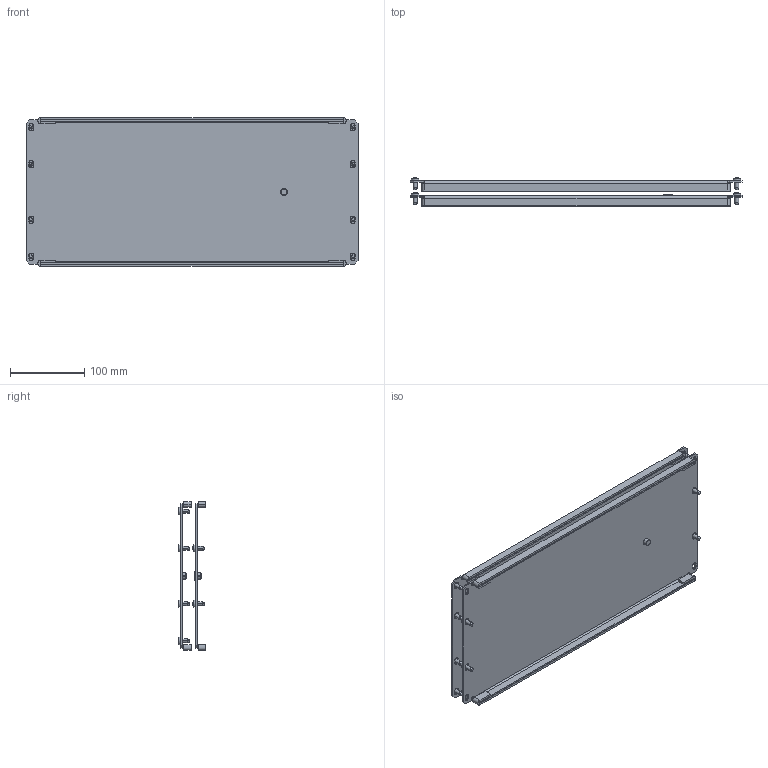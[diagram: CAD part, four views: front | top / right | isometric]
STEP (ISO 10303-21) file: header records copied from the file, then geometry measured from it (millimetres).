
FILE_DESCRIPTION (( 'STEP AP203' ), '1' );
FILE_NAME ('UR74100201000 Ïàíåëü îñíîâàíèÿ ãëóõàÿ ñðåäíÿÿ 200ìì RS52 00.100 (2øò) (000.801.741-04).STEP', '2022-04-14T08:02:22', ( '' ), ( '' ), 'SwSTEP 2.0', 'SolidWorks 2017', '' );
FILE_SCHEMA (( 'CONFIG_CONTROL_DESIGN' ));
Length unit declared in the file: millimetre
Products named in the file (6): Âèíò DIN 7500 C TORX_Œ5å12; ч蜱齁罻 ST-9; 000.130.521 Ïàíåëü îñíîâàíèÿ ãëóõàÿ ñðåäíÿÿ 200ìì RS52_03 (00.55); 003-551 Ïàíåëü îñíîâàíèÿ RS52_03 (00.55); Óïëîòíèòåëü 3õ10 ïàíåëåé îñíîâàíèÿ LC3 00.80_03 (00.55); UR74100201000 Ïàíåëü îñíîâàíèÿ ãëóõàÿ ñðåäíÿÿ 200ìì RS52 00.100 (2øò) (000.801.741-04)
Assembly tree (18 placements, depth 3):
  UR74100201000 Ïàíåëü îñíîâàíèÿ ãëóõàÿ ñðåäíÿÿ 200ìì RS52 00.100 (2øò) (000.801.741-04)
    000.130.521 Ïàíåëü îñíîâàíèÿ ãëóõàÿ ñðåäíÿÿ 200ìì RS52_03 (00.55)  x2
      003-551 Ïàíåëü îñíîâàíèÿ RS52_03 (00.55)
      Óïëîòíèòåëü 3õ10 ïàíåëåé îñíîâàíèÿ LC3 00.80_03 (00.55)
      ч蜱齁罻 ST-9
    Âèíò DIN 7500 C TORX_Œ5å12  x12
Bounding box: 448 x 37.69 x 201 mm (x, y, z)
Volume: 443420.8 mm3; surface area: 443736.8 mm2
Topology: 20 solids, 20 shells, 792 faces, 2068 edges, 1332 vertices
Faces by surface type: plane 388, cylinder 312, cone 52, sphere 24, torus 16
Entity records: 6174 total; most frequent: CARTESIAN_POINT 1003, DIRECTION 929, ORIENTED_EDGE 848, EDGE_CURVE 424, AXIS2_PLACEMENT_3D 340, VERTEX_POINT 268, LINE 249, VECTOR 249
